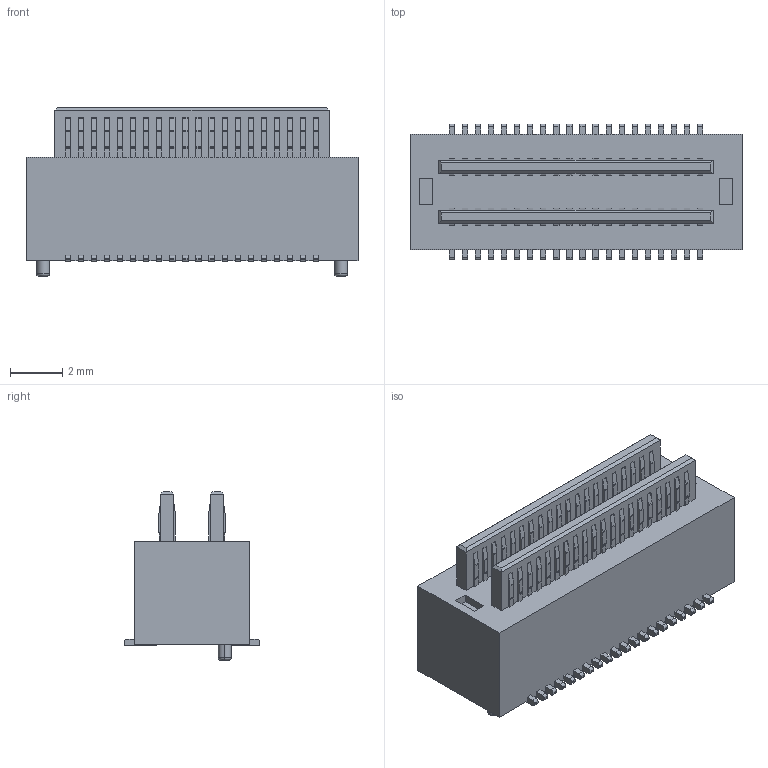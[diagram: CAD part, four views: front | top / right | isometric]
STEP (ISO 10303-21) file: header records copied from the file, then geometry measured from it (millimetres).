
FILE_DESCRIPTION((''),'2;1');
FILE_NAME('10165430-104000LF','2024-04-15T13:31:20',('LuSa'),(''),'CREO PARAMETRIC BY PTC INC, 2021184','CREO PARAMETRIC BY PTC INC, 2021184','');
FILE_SCHEMA(('AUTOMOTIVE_DESIGN { 1 0 10303 214 1 1 1 1 }'));
Length unit declared in the file: millimetre
Products named in the file (1): 10165430-104000LF
Bounding box: 12.7 x 5.2 x 6.45 mm (x, y, z)
Volume: 242.9 mm3; surface area: 361.9 mm2
Topology: 1 solids, 1 shells, 1164 faces, 3616 edges, 2460 vertices
Faces by surface type: plane 716, cylinder 444, torus 4
Entity records: 52019 total; most frequent: CARTESIAN_POINT 8349, ORIENTED_EDGE 7232, DIRECTION 6427, PRESENTATION_STYLE_ASSIGNMENT 3621, STYLED_ITEM 3621, CURVE_STYLE 3620, EDGE_CURVE 3616, VECTOR 2562
